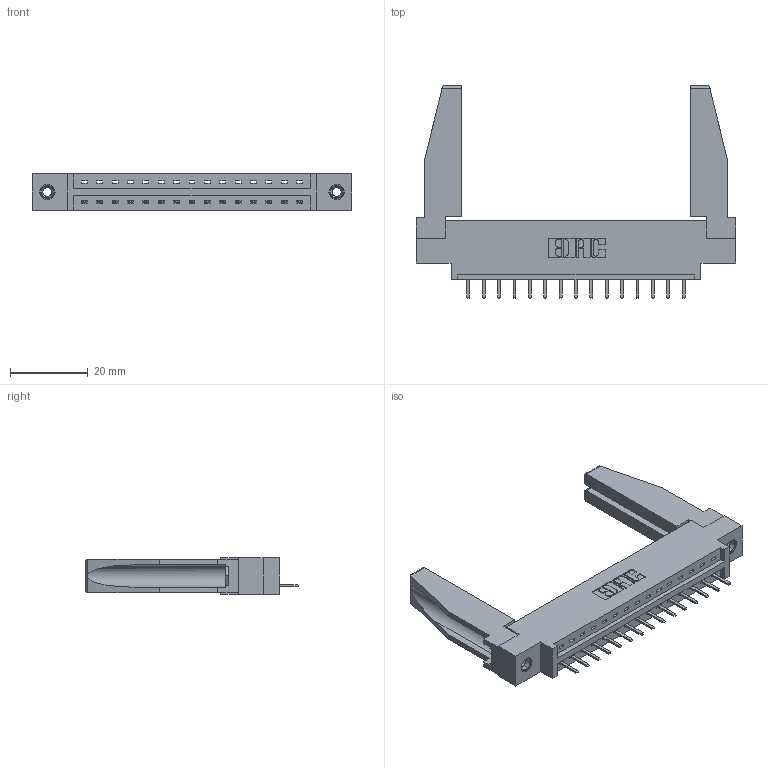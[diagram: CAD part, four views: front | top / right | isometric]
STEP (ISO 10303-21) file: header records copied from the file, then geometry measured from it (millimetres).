
FILE_DESCRIPTION (( 'STEP AP203' ), '1' );
FILE_NAME ('337-015-520-678.STEP', '2019-09-28T16:20:59', ( '' ), ( '' ), 'SwSTEP 2.0', 'SolidWorks 2016', '' );
FILE_SCHEMA (( 'CONFIG_CONTROL_DESIGN' ));
Length unit declared in the file: inch
Products named in the file (5): 307-220-078; 345-292-001_345-293-120; 337-015-520-678; 345-250-001_345-250-001-102; 337 Part_0.170 Offset - 0.156 Dia-TI
Assembly tree (20 placements, depth 2):
  337-015-520-678
    337 Part_0.170 Offset - 0.156 Dia-TI
    345-292-001_345-293-120  x15
    345-250-001_345-250-001-102  x2
    307-220-078  x2
Bounding box: 82.45 x 54.82 x 9.4 mm (x, y, z)
Volume: 12063.9 mm3; surface area: 11967.9 mm2
Topology: 20 solids, 20 shells, 1238 faces, 3593 edges, 2346 vertices
Faces by surface type: plane 878, cylinder 344, cone 12, torus 4
Entity records: 17328 total; most frequent: CARTESIAN_POINT 3021, ORIENTED_EDGE 2916, DIRECTION 2596, EDGE_CURVE 1458, LINE 1288, VECTOR 1288, VERTEX_POINT 964, AXIS2_PLACEMENT_3D 654
